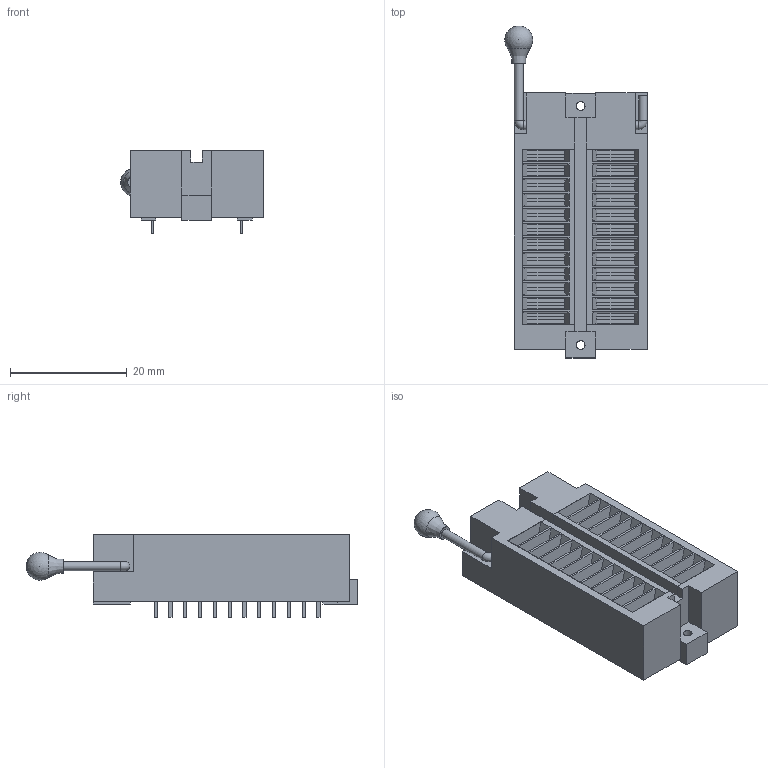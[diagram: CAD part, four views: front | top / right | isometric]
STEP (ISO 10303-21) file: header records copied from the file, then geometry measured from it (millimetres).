
FILE_DESCRIPTION(/* description */ (''),/* implementation_level */ '2;1');
FILE_NAME(/* name */ 'ARIES_24-6554-11.stp',/* time_stamp */ '2015-03-31T10:30:32+02:00',/* author */ ('admchouv'),/* organization */ (''),/* preprocessor_version */ 'ST-DEVELOPER v15.5',/* originating_system */ 'AutoCAD Mechanical',/* authorisation */ '');
FILE_SCHEMA (('AUTOMOTIVE_DESIGN { 1 0 10303 214 3 1 1 }'));
Length unit declared in the file: millimetre
Products named in the file (1): Product
Bounding box: 24.46 x 56.97 x 14.22 mm (x, y, z)
Volume: 10428.6 mm3; surface area: 6224.3 mm2
Topology: 58 solids, 58 shells, 477 faces, 1104 edges, 717 vertices
Faces by surface type: plane 466, cylinder 6, torus 2, sphere 2, bspline 1
Full cylindrical faces by diameter (mm): 1.5 x6
Entity records: 13346 total; most frequent: CARTESIAN_POINT 2443, ORIENTED_EDGE 2182, DIRECTION 2056, EDGE_CURVE 1091, LINE 1074, VECTOR 1074, VERTEX_POINT 715, EDGE_LOOP 514
